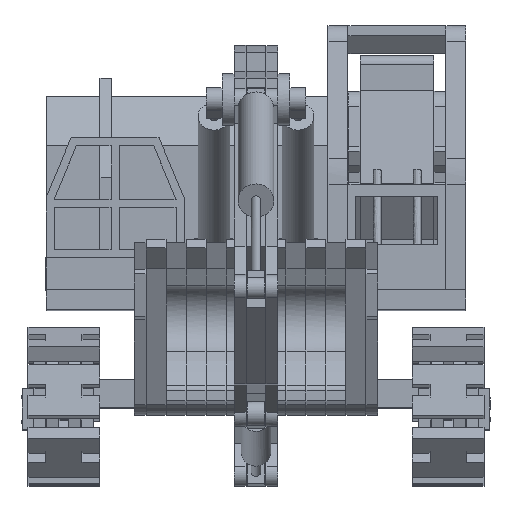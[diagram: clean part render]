
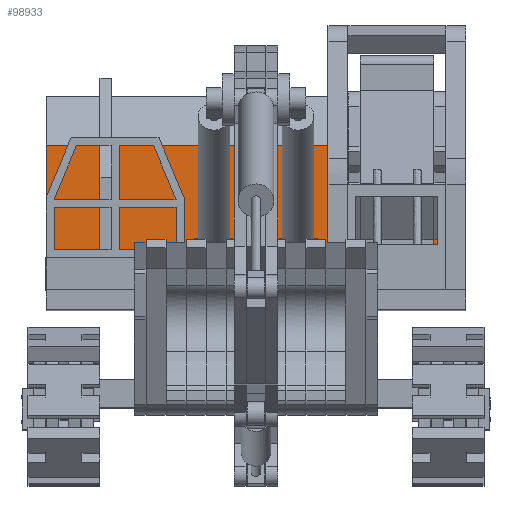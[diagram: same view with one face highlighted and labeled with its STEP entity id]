
A CAD part, top view. The second image highlights one B-rep face of the part: STEP entity #98933.
In plain terms, the highlighted free-form (B-spline) face has degree [1, 1] with [2, 2] control points.
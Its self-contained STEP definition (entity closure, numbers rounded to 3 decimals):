
#98806 = VERTEX_POINT('',#98807);
#98807 = CARTESIAN_POINT('',(-67.621,84.436,
    -22.413));
#98812 = EDGE_CURVE('',#98813,#98806,#98815,.T.);
#98813 = VERTEX_POINT('',#98814);
#98814 = CARTESIAN_POINT('',(67.621,84.436,
    -22.413));
#98815 = B_SPLINE_CURVE_WITH_KNOTS('',1,(#98816,#98817),.UNSPECIFIED.,
  .F.,.F.,(2,2),(-52.5,52.5),.PIECEWISE_BEZIER_KNOTS.);
#98816 = CARTESIAN_POINT('',(67.621,84.436,
    -22.413));
#98817 = CARTESIAN_POINT('',(-67.621,84.436,
    -22.413));
#98850 = VERTEX_POINT('',#98851);
#98851 = CARTESIAN_POINT('',(-67.621,37.997,
    -22.413));
#98856 = EDGE_CURVE('',#98850,#98806,#98857,.T.);
#98857 = B_SPLINE_CURVE_WITH_KNOTS('',1,(#98858,#98859),.UNSPECIFIED.,
  .F.,.F.,(2,2),(0.,36.055),.PIECEWISE_BEZIER_KNOTS.);
#98858 = CARTESIAN_POINT('',(-67.621,37.997,
    -22.413));
#98859 = CARTESIAN_POINT('',(-67.621,84.436,
    -22.413));
#98914 = EDGE_CURVE('',#98915,#98813,#98917,.T.);
#98915 = VERTEX_POINT('',#98916);
#98916 = CARTESIAN_POINT('',(67.621,37.997,
    -22.413));
#98917 = B_SPLINE_CURVE_WITH_KNOTS('',1,(#98918,#98919),.UNSPECIFIED.,
  .F.,.F.,(2,2),(0.,36.055),.PIECEWISE_BEZIER_KNOTS.);
#98918 = CARTESIAN_POINT('',(67.621,37.997,
    -22.413));
#98919 = CARTESIAN_POINT('',(67.621,84.436,
    -22.413));
#98933 = ADVANCED_FACE('',(#98934),#98944,.T.);
#98934 = FACE_BOUND('',#98935,.T.);
#98935 = EDGE_LOOP('',(#98936,#98937,#98938,#98943));
#98936 = ORIENTED_EDGE('',*,*,#98812,.T.);
#98937 = ORIENTED_EDGE('',*,*,#98856,.F.);
#98938 = ORIENTED_EDGE('',*,*,#98939,.F.);
#98939 = EDGE_CURVE('',#98915,#98850,#98940,.T.);
#98940 = B_SPLINE_CURVE_WITH_KNOTS('',1,(#98941,#98942),.UNSPECIFIED.,
  .F.,.F.,(2,2),(-70.5,34.5),.PIECEWISE_BEZIER_KNOTS.);
#98941 = CARTESIAN_POINT('',(67.621,37.997,
    -22.413));
#98942 = CARTESIAN_POINT('',(-67.621,37.997,
    -22.413));
#98943 = ORIENTED_EDGE('',*,*,#98914,.T.);
#98944 = B_SPLINE_SURFACE_WITH_KNOTS('',1,1,(
    (#98945,#98946)
    ,(#98947,#98948
    )),.UNSPECIFIED.,.F.,.F.,.F.,(2,2),(2,2),(0.,105.),(0.,
    36.055),.PIECEWISE_BEZIER_KNOTS.);
#98945 = CARTESIAN_POINT('',(-67.621,37.997,
    -22.413));
#98946 = CARTESIAN_POINT('',(-67.621,84.436,
    -22.413));
#98947 = CARTESIAN_POINT('',(67.621,37.997,
    -22.413));
#98948 = CARTESIAN_POINT('',(67.621,84.436,
    -22.413));
